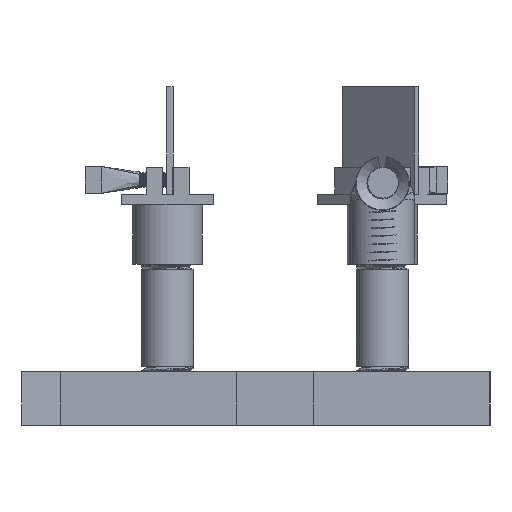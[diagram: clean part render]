
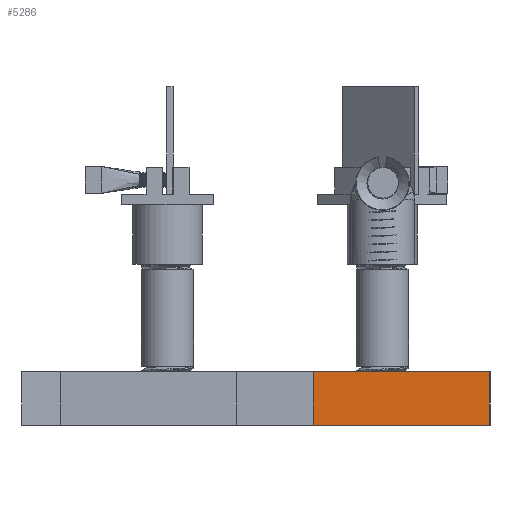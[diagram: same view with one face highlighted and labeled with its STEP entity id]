
A CAD part, left-side view. The second image highlights one B-rep face of the part: STEP entity #5286.
In plain terms, the highlighted planar face has unit normal (-1, 0, 0).
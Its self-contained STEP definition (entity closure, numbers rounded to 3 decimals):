
#136=PLANE('',#5666);
#312=FACE_OUTER_BOUND('',#616,.T.);
#616=EDGE_LOOP('',(#3849,#3850,#3851,#3852));
#1404=LINE('',#11279,#1724);
#1447=LINE('',#15214,#1767);
#1448=LINE('',#15217,#1768);
#1449=LINE('',#15218,#1769);
#1724=VECTOR('',#6165,10.);
#1767=VECTOR('',#6250,10.);
#1768=VECTOR('',#6253,10.);
#1769=VECTOR('',#6254,10.);
#2132=VERTEX_POINT('',#11276);
#2133=VERTEX_POINT('',#11278);
#2161=VERTEX_POINT('',#15212);
#2162=VERTEX_POINT('',#15216);
#2728=EDGE_CURVE('',#2132,#2133,#1404,.T.);
#2795=EDGE_CURVE('',#2161,#2133,#1447,.T.);
#2796=EDGE_CURVE('',#2162,#2161,#1448,.T.);
#2797=EDGE_CURVE('',#2162,#2132,#1449,.T.);
#3849=ORIENTED_EDGE('',*,*,#2796,.T.);
#3850=ORIENTED_EDGE('',*,*,#2795,.T.);
#3851=ORIENTED_EDGE('',*,*,#2728,.F.);
#3852=ORIENTED_EDGE('',*,*,#2797,.F.);
#5286=ADVANCED_FACE('',(#312),#136,.T.);
#5666=AXIS2_PLACEMENT_3D('',#15215,#6251,#6252);
#6165=DIRECTION('',(0.,-1.,0.));
#6250=DIRECTION('',(0.,0.,1.));
#6251=DIRECTION('center_axis',(-1.,0.,0.));
#6252=DIRECTION('ref_axis',(0.,-1.,0.));
#6253=DIRECTION('',(0.,-1.,0.));
#6254=DIRECTION('',(0.,0.,1.));
#11276=CARTESIAN_POINT('',(0.,32.879,10.));
#11278=CARTESIAN_POINT('',(0.,0.,10.));
#11279=CARTESIAN_POINT('',(0.,80.,10.));
#15212=CARTESIAN_POINT('',(0.,0.,0.));
#15214=CARTESIAN_POINT('',(0.,0.,0.));
#15215=CARTESIAN_POINT('Origin',(0.,32.879,0.));
#15216=CARTESIAN_POINT('',(0.,32.879,0.));
#15217=CARTESIAN_POINT('',(0.,80.,0.));
#15218=CARTESIAN_POINT('',(0.,32.879,0.));
